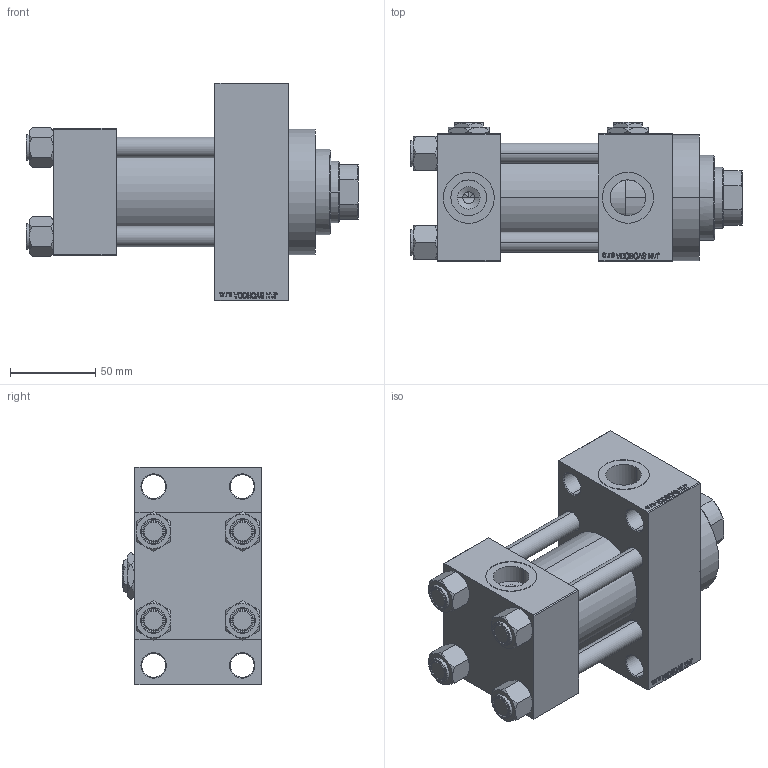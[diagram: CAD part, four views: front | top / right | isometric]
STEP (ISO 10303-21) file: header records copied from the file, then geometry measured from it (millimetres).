
FILE_DESCRIPTION (( 'STEP AP203' ), '1' );
FILE_NAME ('1b36.STEP', '2022-06-20T09:11:55', ( '' ), ( '' ), 'SwSTEP 2.0', 'SolidWorks 2019', '' );
FILE_SCHEMA (( 'CONFIG_CONTROL_DESIGN' ));
Length unit declared in the file: millimetre
Products named in the file (7): V215CD_NUT_M5_D 3797444b402255e8e8c3c8c09bbe0069; V215CD_VCP_D 3797444b402255e8e8c3c8c09bbe0069; 1b36; Zatka_pro_OIL_PORT 3797444b402255e8e8c3c8c09bbe0069; V215CD_D_TYCINKA 3797444b402255e8e8c3c8c09bbe0069; V215CD_VC_A 3797444b402255e8e8c3c8c09bbe0069; V215CD_D_Body 3797444b402255e8e8c3c8c09bbe0069
Assembly tree (13 placements, depth 2):
  1b36
    V215CD_D_Body 3797444b402255e8e8c3c8c09bbe0069
    V215CD_VC_A 3797444b402255e8e8c3c8c09bbe0069
    V215CD_VCP_D 3797444b402255e8e8c3c8c09bbe0069
    V215CD_D_TYCINKA 3797444b402255e8e8c3c8c09bbe0069  x4
    V215CD_NUT_M5_D 3797444b402255e8e8c3c8c09bbe0069  x4
    Zatka_pro_OIL_PORT 3797444b402255e8e8c3c8c09bbe0069  x2
Bounding box: 195 x 82 x 128 mm (x, y, z)
Volume: 812686.6 mm3; surface area: 179713.3 mm2
Topology: 13 solids, 13 shells, 1214 faces, 3010 edges, 1938 vertices
Faces by surface type: plane 549, bspline 368, cone 186, cylinder 103, torus 8
Entity records: 49595 total; most frequent: CARTESIAN_POINT 25779, ORIENTED_EDGE 5320, DIRECTION 3508, EDGE_CURVE 2660, VERTEX_POINT 1736, VECTOR 1558, LINE 1558, EDGE_LOOP 1190
